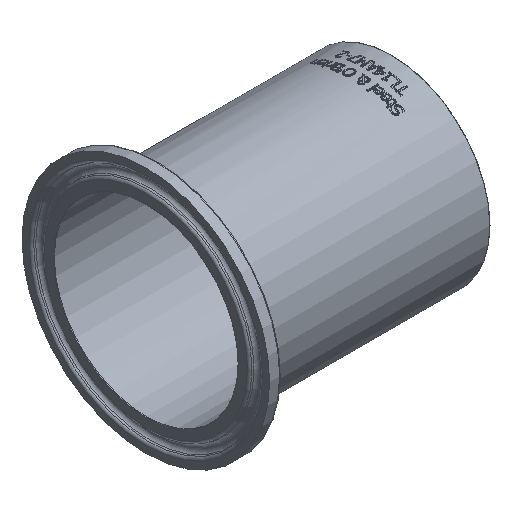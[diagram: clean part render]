
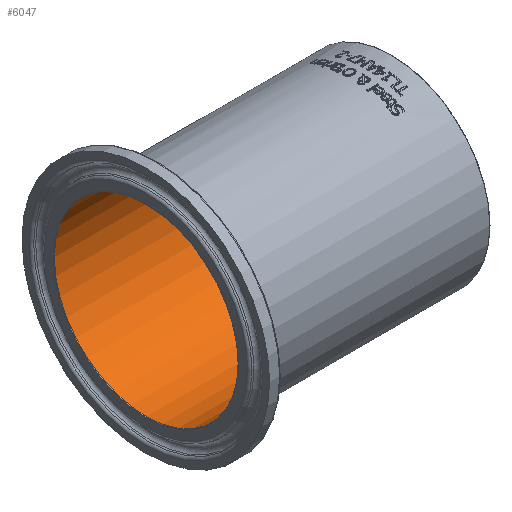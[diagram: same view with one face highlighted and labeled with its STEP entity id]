
A CAD part, isometric view. The second image highlights one B-rep face of the part: STEP entity #6047.
In plain terms, the highlighted cylindrical face has radius 23.749 mm (diameter 47.498 mm), a full revolution.
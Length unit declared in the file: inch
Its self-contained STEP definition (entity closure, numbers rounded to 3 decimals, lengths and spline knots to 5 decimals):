
#104=FACE_BOUND('',#1113,.T.);
#734=FACE_OUTER_BOUND('',#1112,.T.);
#1112=EDGE_LOOP('',(#5631));
#1113=EDGE_LOOP('',(#5632));
#1555=CIRCLE('',#6455,0.935);
#1557=CIRCLE('',#6458,0.935);
#2988=VERTEX_POINT('',#12941);
#2990=VERTEX_POINT('',#12946);
#3875=EDGE_CURVE('',#2988,#2988,#1555,.T.);
#3877=EDGE_CURVE('',#2990,#2990,#1557,.T.);
#5631=ORIENTED_EDGE('',*,*,#3877,.F.);
#5632=ORIENTED_EDGE('',*,*,#3875,.F.);
#5694=CYLINDRICAL_SURFACE('',#6457,0.935);
#6047=ADVANCED_FACE('',(#734,#104),#5694,.F.);
#6455=AXIS2_PLACEMENT_3D('',#12942,#7683,#7684);
#6457=AXIS2_PLACEMENT_3D('',#12945,#7687,#7688);
#6458=AXIS2_PLACEMENT_3D('',#12947,#7689,#7690);
#7683=DIRECTION('center_axis',(1.,0.,0.));
#7684=DIRECTION('ref_axis',(0.,-1.,0.));
#7687=DIRECTION('center_axis',(1.,0.,0.));
#7688=DIRECTION('ref_axis',(0.,1.,0.));
#7689=DIRECTION('center_axis',(-1.,0.,0.));
#7690=DIRECTION('ref_axis',(0.,-1.,0.));
#12941=CARTESIAN_POINT('',(0.005,0.935,0.));
#12942=CARTESIAN_POINT('Origin',(0.005,0.,
0.));
#12945=CARTESIAN_POINT('Origin',(1.25,0.,0.));
#12946=CARTESIAN_POINT('',(2.495,0.935,0.));
#12947=CARTESIAN_POINT('Origin',(2.495,0.,0.));
